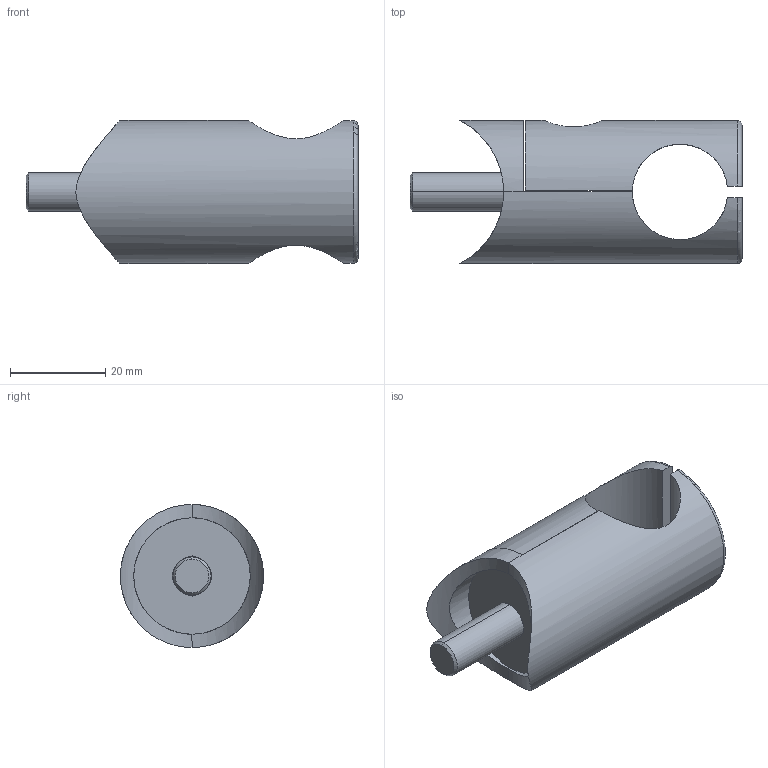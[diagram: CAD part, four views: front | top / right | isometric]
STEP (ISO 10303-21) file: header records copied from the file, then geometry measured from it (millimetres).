
FILE_DESCRIPTION (( 'STEP AP203' ), '1' );
FILE_NAME ('3D_GN6522_42.4_188735050.STEP', '2024-10-22T13:21:24', ( '' ), ( '' ), 'SwSTEP 2.0', 'SolidWorks 2023', '' );
FILE_SCHEMA (( 'CONFIG_CONTROL_DESIGN' ));
Length unit declared in the file: millimetre
Products named in the file (1): 3D_GN6522_42.4_188735050
Bounding box: 69.65 x 30 x 30 mm (x, y, z)
Volume: 25554 mm3; surface area: 12020.9 mm2
Topology: 4 solids, 4 shells, 65 faces, 150 edges, 93 vertices
Faces by surface type: plane 28, cylinder 23, cone 10, torus 4
Entity records: 2388 total; most frequent: CARTESIAN_POINT 828, DIRECTION 317, ORIENTED_EDGE 296, EDGE_CURVE 148, AXIS2_PLACEMENT_3D 118, VERTEX_POINT 93, VECTOR 81, LINE 81
